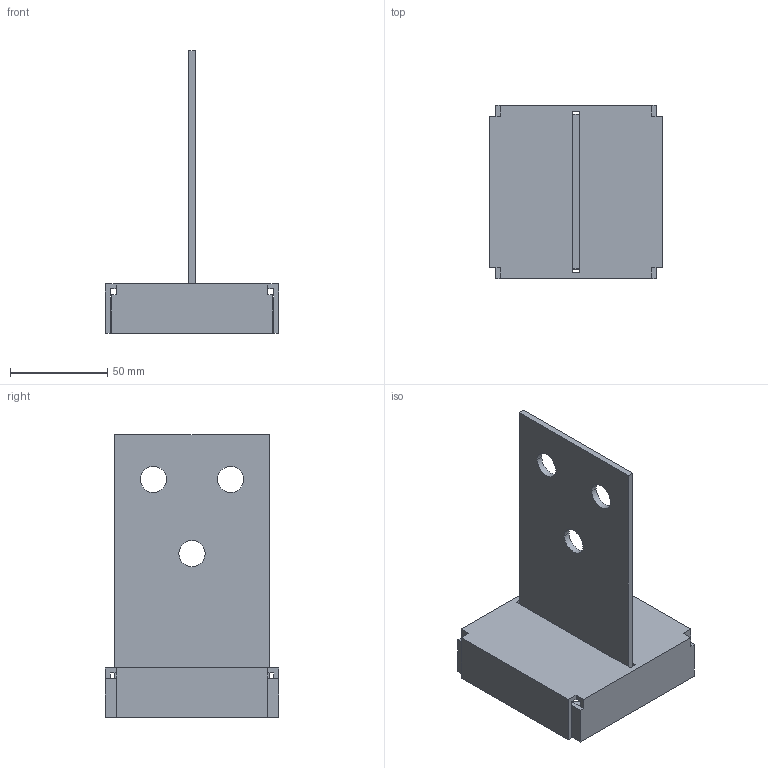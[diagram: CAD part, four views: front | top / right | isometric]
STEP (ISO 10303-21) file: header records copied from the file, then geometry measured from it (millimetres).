
FILE_DESCRIPTION (( 'STEP AP203' ), '1' );
FILE_NAME ('75CPT44Z.STEP', '2025-03-07T09:18:52', ( '' ), ( '' ), 'SwSTEP 2.0', 'SolidWorks 2023', '' );
FILE_SCHEMA (( 'CONFIG_CONTROL_DESIGN' ));
Length unit declared in the file: millimetre
Products named in the file (1): 75CPT44Z
Bounding box: 88.9 x 88.9 x 145.26 mm (x, y, z)
Volume: 94568.6 mm3; surface area: 70817.1 mm2
Topology: 4 solids, 4 shells, 80 faces, 212 edges, 140 vertices
Faces by surface type: plane 66, cylinder 14
Entity records: 2555 total; most frequent: CARTESIAN_POINT 433, ORIENTED_EDGE 424, DIRECTION 402, EDGE_CURVE 212, LINE 184, VECTOR 184, VERTEX_POINT 140, AXIS2_PLACEMENT_3D 109
